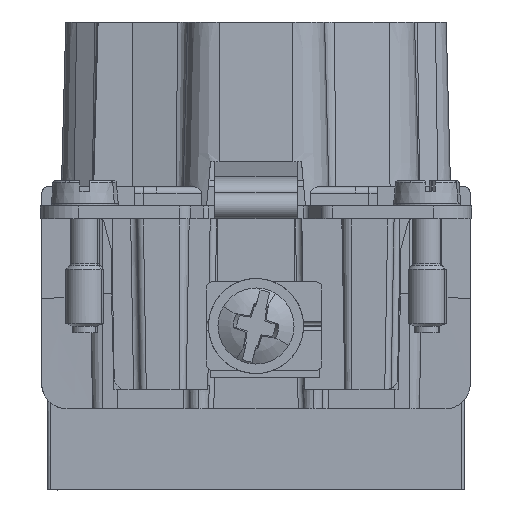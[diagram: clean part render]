
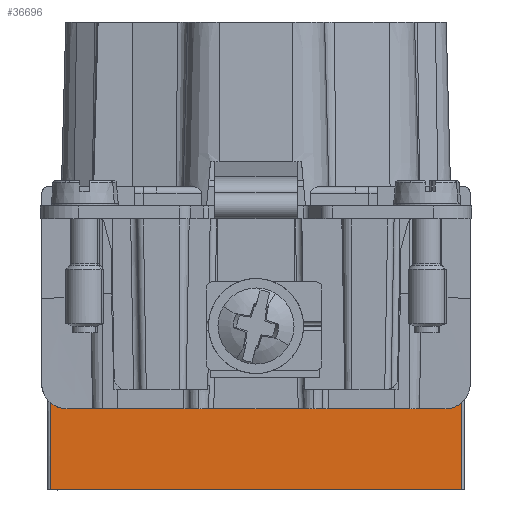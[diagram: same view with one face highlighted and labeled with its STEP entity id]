
A CAD part, front view. The second image highlights one B-rep face of the part: STEP entity #36696.
In plain terms, the highlighted planar face has unit normal (0, -1, 0).
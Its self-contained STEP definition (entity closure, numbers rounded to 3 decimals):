
#22809=AXIS2_PLACEMENT_3D('Circle Axis2P3D',#22807,#22808,$) ;
#22816=AXIS2_PLACEMENT_3D('Circle Axis2P3D',#22814,#22815,$) ;
#28000=AXIS2_PLACEMENT_3D('Circle Axis2P3D',#27998,#27999,$) ;
#28007=AXIS2_PLACEMENT_3D('Circle Axis2P3D',#28005,#28006,$) ;
#36670=AXIS2_PLACEMENT_3D('Plane Axis2P3D',#36667,#36668,#36669) ;
#22739=CARTESIAN_POINT('Vertex',(0.768,15.2,6.908)) ;
#22807=CARTESIAN_POINT('Axis2P3D Location',(2.1,15.2,8.4)) ;
#22811=CARTESIAN_POINT('Vertex',(1.568,15.2,6.472)) ;
#22814=CARTESIAN_POINT('Axis2P3D Location',(2.1,15.2,8.4)) ;
#22818=CARTESIAN_POINT('Vertex',(2.1,15.2,6.4)) ;
#27666=CARTESIAN_POINT('Line Origine',(9.275,15.2,6.4)) ;
#27670=CARTESIAN_POINT('Vertex',(16.45,15.2,6.4)) ;
#27673=CARTESIAN_POINT('Line Origine',(19.8,15.2,6.4)) ;
#27677=CARTESIAN_POINT('Vertex',(23.15,15.2,6.4)) ;
#27680=CARTESIAN_POINT('Line Origine',(27.525,15.2,6.4)) ;
#27684=CARTESIAN_POINT('Vertex',(31.9,15.2,6.4)) ;
#27998=CARTESIAN_POINT('Axis2P3D Location',(31.9,15.2,8.4)) ;
#28002=CARTESIAN_POINT('Vertex',(32.432,15.2,6.472)) ;
#28005=CARTESIAN_POINT('Axis2P3D Location',(31.9,15.2,8.4)) ;
#28009=CARTESIAN_POINT('Vertex',(33.232,15.2,6.908)) ;
#36524=CARTESIAN_POINT('Vertex',(0.768,15.2,0.)) ;
#36527=CARTESIAN_POINT('Line Origine',(0.768,15.2,8.3)) ;
#36667=CARTESIAN_POINT('Axis2P3D Location',(19.7,15.2,17.4)) ;
#36672=CARTESIAN_POINT('Line Origine',(17.,15.2,0.)) ;
#36676=CARTESIAN_POINT('Vertex',(33.232,15.2,0.)) ;
#36679=CARTESIAN_POINT('Line Origine',(33.232,15.2,3.454)) ;
#22808=DIRECTION('Axis2P3D Direction',(0.,-1.,0.)) ;
#22815=DIRECTION('Axis2P3D Direction',(0.,-1.,0.)) ;
#27667=DIRECTION('Vector Direction',(1.,0.,0.)) ;
#27674=DIRECTION('Vector Direction',(1.,0.,0.)) ;
#27681=DIRECTION('Vector Direction',(1.,0.,0.)) ;
#27999=DIRECTION('Axis2P3D Direction',(0.,1.,0.)) ;
#28006=DIRECTION('Axis2P3D Direction',(0.,1.,0.)) ;
#36528=DIRECTION('Vector Direction',(0.,0.,-1.)) ;
#36668=DIRECTION('Axis2P3D Direction',(0.,-1.,0.)) ;
#36669=DIRECTION('Axis2P3D XDirection',(-1.,0.,0.)) ;
#36673=DIRECTION('Vector Direction',(-1.,0.,0.)) ;
#36680=DIRECTION('Vector Direction',(0.,0.,-1.)) ;
#27668=VECTOR('Line Direction',#27667,1.) ;
#27675=VECTOR('Line Direction',#27674,1.) ;
#27682=VECTOR('Line Direction',#27681,1.) ;
#36529=VECTOR('Line Direction',#36528,1.) ;
#36674=VECTOR('Line Direction',#36673,1.) ;
#36681=VECTOR('Line Direction',#36680,1.) ;
#36685=ORIENTED_EDGE('',*,*,#36531,.T.) ;
#36686=ORIENTED_EDGE('',*,*,#36678,.F.) ;
#36687=ORIENTED_EDGE('',*,*,#36683,.T.) ;
#36688=ORIENTED_EDGE('',*,*,#28011,.F.) ;
#36689=ORIENTED_EDGE('',*,*,#28004,.F.) ;
#36690=ORIENTED_EDGE('',*,*,#27686,.F.) ;
#36691=ORIENTED_EDGE('',*,*,#27679,.F.) ;
#36692=ORIENTED_EDGE('',*,*,#27672,.F.) ;
#36693=ORIENTED_EDGE('',*,*,#22820,.F.) ;
#36694=ORIENTED_EDGE('',*,*,#22813,.F.) ;
#36696=ADVANCED_FACE('Hauptk\X2\00F6\X0\rper',(#36695),#36671,.T.) ;
#22810=CIRCLE('generated circle',#22809,2.) ;
#22817=CIRCLE('generated circle',#22816,2.) ;
#28001=CIRCLE('generated circle',#28000,2.) ;
#28008=CIRCLE('generated circle',#28007,2.) ;
#22813=EDGE_CURVE('',#22740,#22812,#22810,.T.) ;
#22820=EDGE_CURVE('',#22812,#22819,#22817,.T.) ;
#27672=EDGE_CURVE('',#22819,#27671,#27669,.T.) ;
#27679=EDGE_CURVE('',#27671,#27678,#27676,.T.) ;
#27686=EDGE_CURVE('',#27678,#27685,#27683,.T.) ;
#28004=EDGE_CURVE('',#27685,#28003,#28001,.F.) ;
#28011=EDGE_CURVE('',#28003,#28010,#28008,.F.) ;
#36531=EDGE_CURVE('',#22740,#36525,#36530,.T.) ;
#36678=EDGE_CURVE('',#36677,#36525,#36675,.T.) ;
#36683=EDGE_CURVE('',#36677,#28010,#36682,.F.) ;
#36684=EDGE_LOOP('',(#36685,#36686,#36687,#36688,#36689,#36690,#36691,#36692,#36693,#36694)) ;
#36695=FACE_OUTER_BOUND('',#36684,.T.) ;
#27669=LINE('Line',#27666,#27668) ;
#27676=LINE('Line',#27673,#27675) ;
#27683=LINE('Line',#27680,#27682) ;
#36530=LINE('Line',#36527,#36529) ;
#36675=LINE('Line',#36672,#36674) ;
#36682=LINE('Line',#36679,#36681) ;
#36671=PLANE('',#36670) ;
#22740=VERTEX_POINT('',#22739) ;
#22812=VERTEX_POINT('',#22811) ;
#22819=VERTEX_POINT('',#22818) ;
#27671=VERTEX_POINT('',#27670) ;
#27678=VERTEX_POINT('',#27677) ;
#27685=VERTEX_POINT('',#27684) ;
#28003=VERTEX_POINT('',#28002) ;
#28010=VERTEX_POINT('',#28009) ;
#36525=VERTEX_POINT('',#36524) ;
#36677=VERTEX_POINT('',#36676) ;
